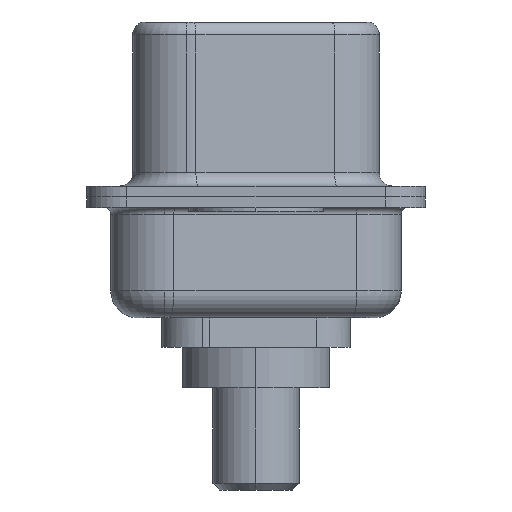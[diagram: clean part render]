
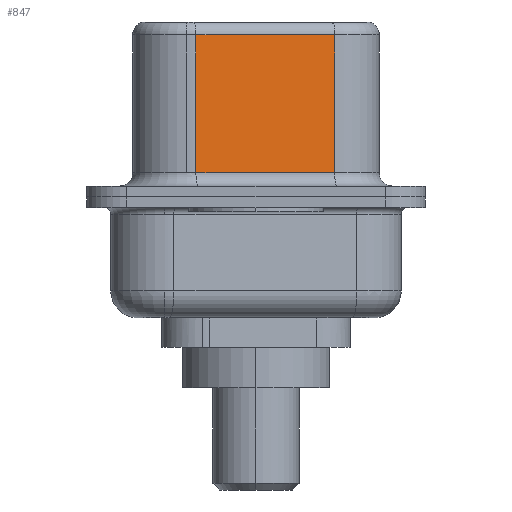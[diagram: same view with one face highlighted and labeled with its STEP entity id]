
A CAD part, left-side view. The second image highlights one B-rep face of the part: STEP entity #847.
In plain terms, the highlighted planar face has unit normal (-0.985, -0.174, 0).
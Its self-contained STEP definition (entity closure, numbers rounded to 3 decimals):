
#392 = DIRECTION ( 'NONE',  ( 0.174, -0.985, 0. ) ) ;
#847 = ADVANCED_FACE ( 'NONE', ( #4986 ), #9458, .F. ) ;
#1067 = CARTESIAN_POINT ( 'NONE',  ( 4.585, -2.927, 6.02 ) ) ;
#2277 = EDGE_LOOP ( 'NONE', ( #10827, #6304, #10675, #9940 ) ) ;
#2481 = DIRECTION ( 'NONE',  ( 0.985, 0.174, 0. ) ) ;
#3162 = CARTESIAN_POINT ( 'NONE',  ( 3.675, 2.233, 6.02 ) ) ;
#3414 = CARTESIAN_POINT ( 'NONE',  ( 4.585, -2.927, 6.52 ) ) ;
#3827 = EDGE_CURVE ( 'NONE', #4318, #7557, #7693, .T. ) ;
#4069 = CARTESIAN_POINT ( 'NONE',  ( 3.675, 2.233, 0.9 ) ) ;
#4318 = VERTEX_POINT ( 'NONE', #3162 ) ;
#4805 = EDGE_CURVE ( 'NONE', #11655, #6334, #8748, .T. ) ;
#4821 = DIRECTION ( 'NONE',  ( -0.174, 0.985, 0. ) ) ;
#4986 = FACE_OUTER_BOUND ( 'NONE', #2277, .T. ) ;
#5141 = VECTOR ( 'NONE', #5431, 1000. ) ;
#5210 = AXIS2_PLACEMENT_3D ( 'NONE', #11871, #2481, #11867 ) ;
#5245 = CARTESIAN_POINT ( 'NONE',  ( 4.585, -2.927, 0.9 ) ) ;
#5431 = DIRECTION ( 'NONE',  ( 0., 0., -1. ) ) ;
#5531 = LINE ( 'NONE', #9617, #10669 ) ;
#6168 = VECTOR ( 'NONE', #9304, 1000. ) ;
#6304 = ORIENTED_EDGE ( 'NONE', *, *, #8581, .T. ) ;
#6334 = VERTEX_POINT ( 'NONE', #7079 ) ;
#7079 = CARTESIAN_POINT ( 'NONE',  ( 4.585, -2.927, 0.9 ) ) ;
#7557 = VERTEX_POINT ( 'NONE', #4069 ) ;
#7693 = LINE ( 'NONE', #8062, #5141 ) ;
#8062 = CARTESIAN_POINT ( 'NONE',  ( 3.675, 2.233, 6.52 ) ) ;
#8581 = EDGE_CURVE ( 'NONE', #11655, #4318, #5531, .T. ) ;
#8748 = LINE ( 'NONE', #3414, #6168 ) ;
#9304 = DIRECTION ( 'NONE',  ( 0., 0., -1. ) ) ;
#9458 = PLANE ( 'NONE',  #5210 ) ;
#9617 = CARTESIAN_POINT ( 'NONE',  ( 4.585, -2.927, 6.02 ) ) ;
#9940 = ORIENTED_EDGE ( 'NONE', *, *, #11274, .T. ) ;
#9977 = VECTOR ( 'NONE', #392, 1000. ) ;
#10288 = LINE ( 'NONE', #5245, #9977 ) ;
#10669 = VECTOR ( 'NONE', #4821, 1000. ) ;
#10675 = ORIENTED_EDGE ( 'NONE', *, *, #3827, .T. ) ;
#10827 = ORIENTED_EDGE ( 'NONE', *, *, #4805, .F. ) ;
#11274 = EDGE_CURVE ( 'NONE', #7557, #6334, #10288, .T. ) ;
#11655 = VERTEX_POINT ( 'NONE', #1067 ) ;
#11867 = DIRECTION ( 'NONE',  ( -0.174, 0.985, 0. ) ) ;
#11871 = CARTESIAN_POINT ( 'NONE',  ( 4.585, -2.927, 6.52 ) ) ;
